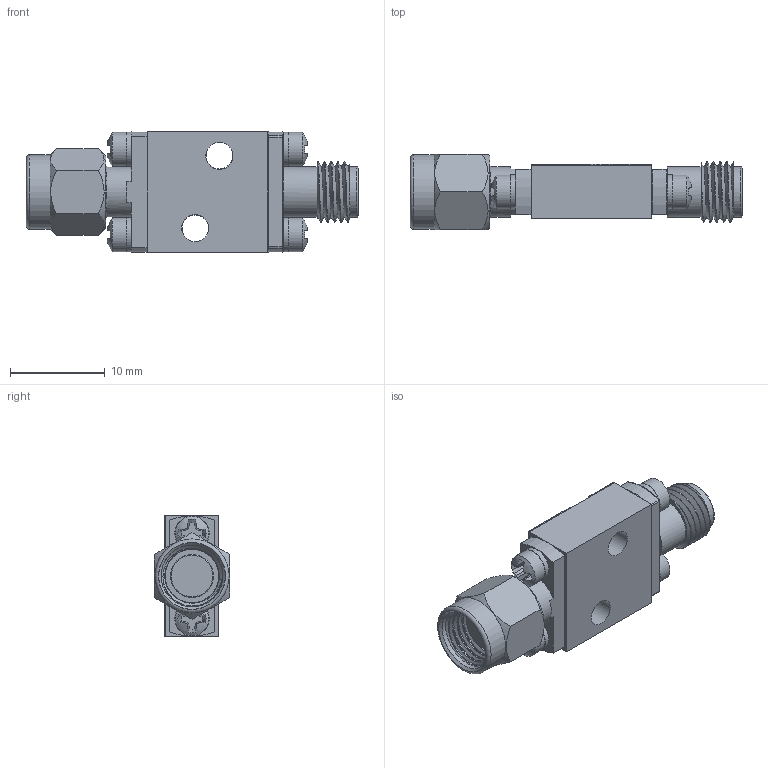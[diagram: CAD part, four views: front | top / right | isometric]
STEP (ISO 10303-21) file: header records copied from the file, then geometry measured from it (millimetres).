
FILE_DESCRIPTION (( 'STEP AP214' ), '1' );
FILE_NAME ('DD-20-218-5PF-3-P-M-OPT0518.STEP', '2024-04-29T19:04:14', ( '' ), ( '' ), 'SwSTEP 2.0', 'SolidWorks 2023', '' );
FILE_SCHEMA (( 'AUTOMOTIVE_DESIGN' ));
Length unit declared in the file: inch
Products named in the file (1): DD-20-218-5PF-3-P-M-OPT0518
Bounding box: 34.98 x 7.92 x 12.7 mm (x, y, z)
Volume: 1645.6 mm3; surface area: 2737.7 mm2
Topology: 19 solids, 19 shells, 393 faces, 1466 edges, 1210 vertices
Faces by surface type: plane 249, cylinder 65, cone 34, torus 27, sphere 12, bspline 6
Full cylindrical faces by diameter (mm): 0.305 x1, 0.508 x2, 0.762 x1, 1.016 x1, 1.27 x1, 2.184 x4, 2.591 x4, 2.845 x2, 3.302 x1, 3.556 x4, 4.191 x2, 4.47 x1, 4.547 x1, 4.597 x1, 4.966 x1, 5.283 x2, 5.334 x1, 6.223 x1, 6.331 x2, 6.477 x2, 6.528 x1, 7.163 x1, 7.811 x1
Entity records: 26615 total; most frequent: CARTESIAN_POINT 9258, ORIENTED_EDGE 2710, DIRECTION 2044, EDGE_CURVE 1355, VERTEX_POINT 1186, LINE 704, VECTOR 704, AXIS2_PLACEMENT_3D 670
